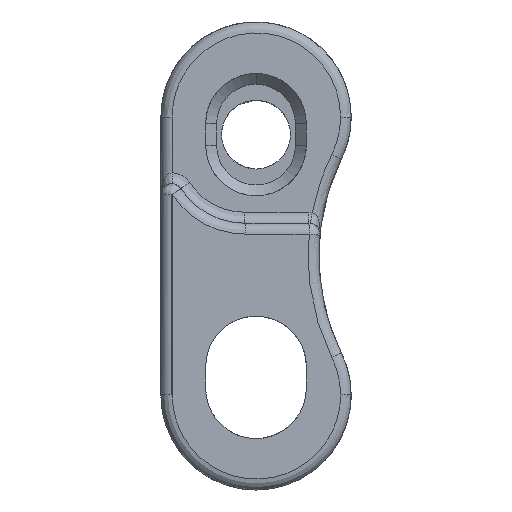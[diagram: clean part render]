
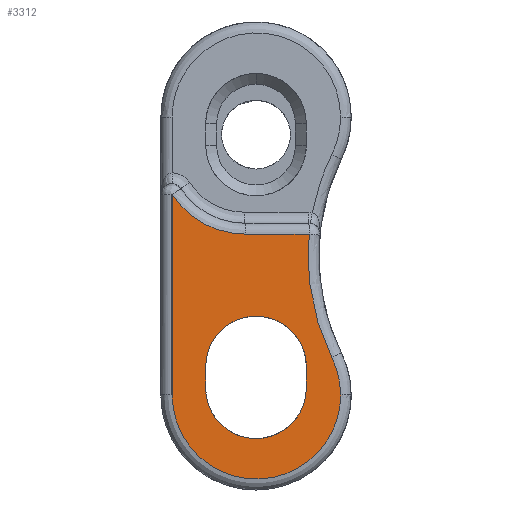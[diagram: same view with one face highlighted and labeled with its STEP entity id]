
A CAD part, left-side view. The second image highlights one B-rep face of the part: STEP entity #3312.
In plain terms, the highlighted planar face has unit normal (-0.999, -0.035, 0).
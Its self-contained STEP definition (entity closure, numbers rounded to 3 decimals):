
#274 = CARTESIAN_POINT ( 'NONE',  ( -42.347, -0.517, 2.8 ) ) ;
#278 = VERTEX_POINT ( 'NONE', #11857 ) ;
#590 = CARTESIAN_POINT ( 'NONE',  ( -42.078, -8.217, -6.35 ) ) ;
#767 = VECTOR ( 'NONE', #3284, 1000. ) ;
#791 = CARTESIAN_POINT ( 'NONE',  ( -42.293, -2.05, -6.05 ) ) ;
#823 = CARTESIAN_POINT ( 'NONE',  ( -42.293, -2.05, -6.05 ) ) ;
#1085 = CARTESIAN_POINT ( 'NONE',  ( -42.347, -0.517, -14.05 ) ) ;
#1096 = EDGE_CURVE ( 'NONE', #4072, #4958, #10072, .T. ) ;
#1317 =( BOUNDED_CURVE ( )  B_SPLINE_CURVE ( 3, ( #10761, #7432, #6439, #4115 ),
 .UNSPECIFIED., .F., .T. ) 
 B_SPLINE_CURVE_WITH_KNOTS ( ( 4, 4 ),
 ( 3.142, 6.283 ),
 .UNSPECIFIED. ) 
 CURVE ( )  GEOMETRIC_REPRESENTATION_ITEM ( )  RATIONAL_B_SPLINE_CURVE ( ( 1., 0.333, 0.333, 1. ) ) 
 REPRESENTATION_ITEM ( '' )  );
#1536 = EDGE_CURVE ( 'NONE', #10963, #10372, #6405, .T. ) ;
#1665 = CARTESIAN_POINT ( 'NONE',  ( -42.365, 0., 1. ) ) ;
#1696 = CARTESIAN_POINT ( 'NONE',  ( -42.133, -6.65, -6.05 ) ) ;
#1767 = CARTESIAN_POINT ( 'NONE',  ( -42.092, -7.82, -4.646 ) ) ;
#2034 = CARTESIAN_POINT ( 'NONE',  ( -42.26, -3.003, -8.35 ) ) ;
#2663 = VERTEX_POINT ( 'NONE', #10646 ) ;
#2731 =( BOUNDED_CURVE ( )  B_SPLINE_CURVE ( 3, ( #3891, #7205, #11801, #13060 ),
 .UNSPECIFIED., .F., .F. ) 
 B_SPLINE_CURVE_WITH_KNOTS ( ( 4, 4 ),
 ( 2.683, 3.237 ),
 .UNSPECIFIED. ) 
 CURVE ( )  GEOMETRIC_REPRESENTATION_ITEM ( )  RATIONAL_B_SPLINE_CURVE ( ( 1., 0.975, 0.975, 1. ) ) 
 REPRESENTATION_ITEM ( '' )  );
#2780 = CARTESIAN_POINT ( 'NONE',  ( -42.347, -0.517, 10.7 ) ) ;
#2796 = EDGE_LOOP ( 'NONE', ( #6899, #4163, #11198, #6723, #5315 ) ) ;
#3284 = DIRECTION ( 'NONE',  ( 0., 0., -1. ) ) ;
#3312 = ADVANCED_FACE ( 'NONE', ( #8551, #3956 ), #4852, .T. ) ;
#3527 = EDGE_CURVE ( 'NONE', #5465, #14382, #11105, .T. ) ;
#3577 = CARTESIAN_POINT ( 'NONE',  ( -42.278, -2.484, 1. ) ) ;
#3671 = CARTESIAN_POINT ( 'NONE',  ( -42.293, -2.05, -5.05 ) ) ;
#3684 = DIRECTION ( 'NONE',  ( -0.035, 0.999, 0. ) ) ;
#3872 =( BOUNDED_CURVE ( )  B_SPLINE_CURVE ( 3, ( #9381, #3577, #9307, #274 ),
 .UNSPECIFIED., .F., .T. ) 
 B_SPLINE_CURVE_WITH_KNOTS ( ( 4, 4 ),
 ( 4.712, 5.701 ),
 .UNSPECIFIED. ) 
 CURVE ( )  GEOMETRIC_REPRESENTATION_ITEM ( )  RATIONAL_B_SPLINE_CURVE ( ( 1., 0.92, 0.92, 1. ) ) 
 REPRESENTATION_ITEM ( '' )  );
#3891 = CARTESIAN_POINT ( 'NONE',  ( -42.092, -7.82, -4.646 ) ) ;
#3956 = FACE_OUTER_BOUND ( 'NONE', #4257, .T. ) ;
#4072 = VERTEX_POINT ( 'NONE', #5391 ) ;
#4115 = CARTESIAN_POINT ( 'NONE',  ( -42.133, -6.65, -5.05 ) ) ;
#4163 = ORIENTED_EDGE ( 'NONE', *, *, #12200, .T. ) ;
#4211 = CARTESIAN_POINT ( 'NONE',  ( -42.347, -0.517, 2.8 ) ) ;
#4257 = EDGE_LOOP ( 'NONE', ( #9460, #14821, #11563, #12765, #4907, #14705 ) ) ;
#4554 = EDGE_CURVE ( 'NONE', #278, #2663, #11903, .T. ) ;
#4852 = PLANE ( 'NONE',  #13946 ) ;
#4907 = ORIENTED_EDGE ( 'NONE', *, *, #4554, .T. ) ;
#4958 = VERTEX_POINT ( 'NONE', #590 ) ;
#5076 = CARTESIAN_POINT ( 'NONE',  ( -42.078, -8.217, -6.35 ) ) ;
#5083 = DIRECTION ( 'NONE',  ( 0.035, -0.999, 0. ) ) ;
#5265 = EDGE_CURVE ( 'NONE', #2663, #7385, #3872, .T. ) ;
#5292 = CARTESIAN_POINT ( 'NONE',  ( -42.083, -8.083, -5.179 ) ) ;
#5315 = ORIENTED_EDGE ( 'NONE', *, *, #9316, .T. ) ;
#5335 = CARTESIAN_POINT ( 'NONE',  ( -42.133, -6.65, -6.05 ) ) ;
#5391 = CARTESIAN_POINT ( 'NONE',  ( -42.347, -0.517, -6.35 ) ) ;
#5465 = VERTEX_POINT ( 'NONE', #12305 ) ;
#5627 = CARTESIAN_POINT ( 'NONE',  ( -42.293, -2.05, -7.397 ) ) ;
#6003 =( BOUNDED_CURVE ( )  B_SPLINE_CURVE ( 3, ( #5076, #7407, #5292, #1767 ),
 .UNSPECIFIED., .F., .T. ) 
 B_SPLINE_CURVE_WITH_KNOTS ( ( 4, 4 ),
 ( 0., 0.458 ),
 .UNSPECIFIED. ) 
 CURVE ( )  GEOMETRIC_REPRESENTATION_ITEM ( )  RATIONAL_B_SPLINE_CURVE ( ( 1., 0.983, 0.983, 1. ) ) 
 REPRESENTATION_ITEM ( '' )  );
#6383 = CARTESIAN_POINT ( 'NONE',  ( -42.166, -5.697, -8.35 ) ) ;
#6405 =( BOUNDED_CURVE ( )  B_SPLINE_CURVE ( 3, ( #5335, #14515, #6383, #11228 ),
 .UNSPECIFIED., .F., .T. ) 
 B_SPLINE_CURVE_WITH_KNOTS ( ( 4, 4 ),
 ( 0., 1.571 ),
 .UNSPECIFIED. ) 
 CURVE ( )  GEOMETRIC_REPRESENTATION_ITEM ( )  RATIONAL_B_SPLINE_CURVE ( ( 1., 0.805, 0.805, 1. ) ) 
 REPRESENTATION_ITEM ( '' )  );
#6439 = CARTESIAN_POINT ( 'NONE',  ( -42.133, -6.65, -0.45 ) ) ;
#6645 = CARTESIAN_POINT ( 'NONE',  ( -42.347, -0.517, -6.35 ) ) ;
#6686 = CARTESIAN_POINT ( 'NONE',  ( -42.213, -4.35, -8.35 ) ) ;
#6723 = ORIENTED_EDGE ( 'NONE', *, *, #11730, .T. ) ;
#6899 = ORIENTED_EDGE ( 'NONE', *, *, #1536, .T. ) ;
#7205 = CARTESIAN_POINT ( 'NONE',  ( -42.122, -6.951, -2.886 ) ) ;
#7230 = VECTOR ( 'NONE', #9967, 1000. ) ;
#7370 = LINE ( 'NONE', #2780, #14029 ) ;
#7385 = VERTEX_POINT ( 'NONE', #4211 ) ;
#7407 = CARTESIAN_POINT ( 'NONE',  ( -42.078, -8.217, -5.757 ) ) ;
#7432 = CARTESIAN_POINT ( 'NONE',  ( -42.293, -2.05, -0.45 ) ) ;
#7755 = VECTOR ( 'NONE', #3684, 1000. ) ;
#7774 = CARTESIAN_POINT ( 'NONE',  ( -42.078, -8.217, -14.05 ) ) ;
#7959 = CARTESIAN_POINT ( 'NONE',  ( -42.133, -6.65, -5.05 ) ) ;
#8131 =( BOUNDED_CURVE ( )  B_SPLINE_CURVE ( 3, ( #6686, #2034, #5627, #823 ),
 .UNSPECIFIED., .F., .T. ) 
 B_SPLINE_CURVE_WITH_KNOTS ( ( 4, 4 ),
 ( 1.571, 3.142 ),
 .UNSPECIFIED. ) 
 CURVE ( )  GEOMETRIC_REPRESENTATION_ITEM ( )  RATIONAL_B_SPLINE_CURVE ( ( 1., 0.805, 0.805, 1. ) ) 
 REPRESENTATION_ITEM ( '' )  );
#8261 = EDGE_CURVE ( 'NONE', #7385, #4072, #7370, .T. ) ;
#8328 = CARTESIAN_POINT ( 'NONE',  ( -42.365, 0., 10.7 ) ) ;
#8551 = FACE_BOUND ( 'NONE', #2796, .T. ) ;
#8580 = DIRECTION ( 'NONE',  ( 0., 0., -1. ) ) ;
#8684 = VERTEX_POINT ( 'NONE', #8995 ) ;
#8995 = CARTESIAN_POINT ( 'NONE',  ( -42.092, -7.82, -4.646 ) ) ;
#9307 = CARTESIAN_POINT ( 'NONE',  ( -42.321, -1.273, 1.652 ) ) ;
#9316 = EDGE_CURVE ( 'NONE', #12345, #10963, #10076, .T. ) ;
#9381 = CARTESIAN_POINT ( 'NONE',  ( -42.23, -3.858, 1. ) ) ;
#9460 = ORIENTED_EDGE ( 'NONE', *, *, #8261, .T. ) ;
#9536 = EDGE_CURVE ( 'NONE', #8684, #278, #2731, .T. ) ;
#9967 = DIRECTION ( 'NONE',  ( 0., 0., 1. ) ) ;
#10068 = EDGE_CURVE ( 'NONE', #4958, #8684, #6003, .T. ) ;
#10072 =( BOUNDED_CURVE ( )  B_SPLINE_CURVE ( 3, ( #6645, #1085, #7774, #10333 ),
 .UNSPECIFIED., .F., .T. ) 
 B_SPLINE_CURVE_WITH_KNOTS ( ( 4, 4 ),
 ( 3.142, 6.283 ),
 .UNSPECIFIED. ) 
 CURVE ( )  GEOMETRIC_REPRESENTATION_ITEM ( )  RATIONAL_B_SPLINE_CURVE ( ( 1., 0.333, 0.333, 1. ) ) 
 REPRESENTATION_ITEM ( '' )  );
#10076 = LINE ( 'NONE', #13588, #767 ) ;
#10333 = CARTESIAN_POINT ( 'NONE',  ( -42.078, -8.217, -6.35 ) ) ;
#10372 = VERTEX_POINT ( 'NONE', #13099 ) ;
#10646 = CARTESIAN_POINT ( 'NONE',  ( -42.23, -3.858, 1. ) ) ;
#10761 = CARTESIAN_POINT ( 'NONE',  ( -42.293, -2.05, -5.05 ) ) ;
#10963 = VERTEX_POINT ( 'NONE', #1696 ) ;
#11105 = LINE ( 'NONE', #791, #7230 ) ;
#11198 = ORIENTED_EDGE ( 'NONE', *, *, #3527, .T. ) ;
#11228 = CARTESIAN_POINT ( 'NONE',  ( -42.213, -4.35, -8.35 ) ) ;
#11563 = ORIENTED_EDGE ( 'NONE', *, *, #10068, .T. ) ;
#11730 = EDGE_CURVE ( 'NONE', #14382, #12345, #1317, .T. ) ;
#11801 = CARTESIAN_POINT ( 'NONE',  ( -42.135, -6.597, -0.955 ) ) ;
#11857 = CARTESIAN_POINT ( 'NONE',  ( -42.128, -6.784, 1. ) ) ;
#11903 = LINE ( 'NONE', #1665, #7755 ) ;
#12013 = DIRECTION ( 'NONE',  ( -0.999, -0.035, 0. ) ) ;
#12200 = EDGE_CURVE ( 'NONE', #10372, #5465, #8131, .T. ) ;
#12305 = CARTESIAN_POINT ( 'NONE',  ( -42.293, -2.05, -6.05 ) ) ;
#12345 = VERTEX_POINT ( 'NONE', #7959 ) ;
#12765 = ORIENTED_EDGE ( 'NONE', *, *, #9536, .T. ) ;
#13060 = CARTESIAN_POINT ( 'NONE',  ( -42.128, -6.784, 1. ) ) ;
#13099 = CARTESIAN_POINT ( 'NONE',  ( -42.213, -4.35, -8.35 ) ) ;
#13588 = CARTESIAN_POINT ( 'NONE',  ( -42.133, -6.65, -6.05 ) ) ;
#13946 = AXIS2_PLACEMENT_3D ( 'NONE', #8328, #12013, #5083 ) ;
#14029 = VECTOR ( 'NONE', #8580, 1000. ) ;
#14382 = VERTEX_POINT ( 'NONE', #3671 ) ;
#14515 = CARTESIAN_POINT ( 'NONE',  ( -42.133, -6.65, -7.397 ) ) ;
#14705 = ORIENTED_EDGE ( 'NONE', *, *, #5265, .T. ) ;
#14821 = ORIENTED_EDGE ( 'NONE', *, *, #1096, .T. ) ;
